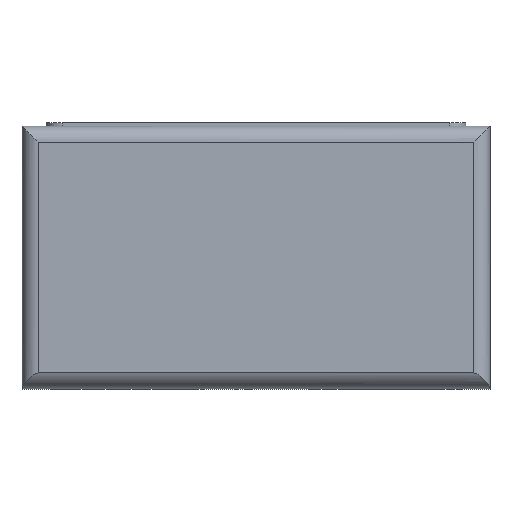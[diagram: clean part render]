
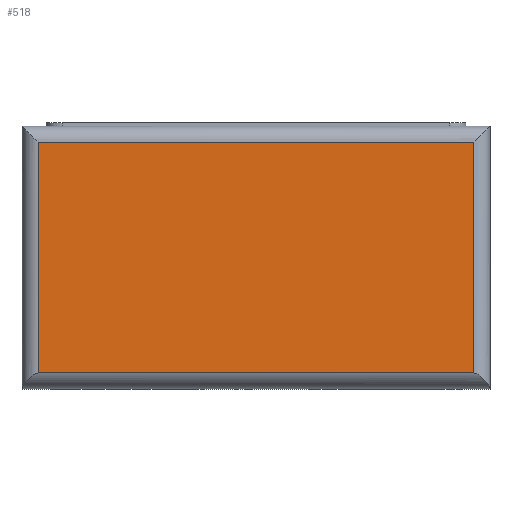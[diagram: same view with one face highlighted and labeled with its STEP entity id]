
A CAD part, left-side view. The second image highlights one B-rep face of the part: STEP entity #518.
In plain terms, the highlighted planar face has unit normal (-1, 0, 0).
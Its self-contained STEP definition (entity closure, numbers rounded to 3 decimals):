
#518=ADVANCED_FACE('',(#1156),#1157,.T.);
#1156=FACE_OUTER_BOUND('',#1914,.T.);
#1157=PLANE('',#1915);
#1914=EDGE_LOOP('',(#3466,#3467,#3468,#3469));
#1915=AXIS2_PLACEMENT_3D('',#3470,#3471,#3472);
#3466=ORIENTED_EDGE('',*,*,#5114,.T.);
#3467=ORIENTED_EDGE('',*,*,#5120,.F.);
#3468=ORIENTED_EDGE('',*,*,#5121,.F.);
#3469=ORIENTED_EDGE('',*,*,#5116,.T.);
#3470=CARTESIAN_POINT('',(-16.5,0.0,0.65));
#3471=DIRECTION('',(-1.0,0.0,0.0));
#3472=DIRECTION('',(0.0,0.0,1.0));
#5114=EDGE_CURVE('',#6320,#6324,#6326,.T.);
#5116=EDGE_CURVE('',#6328,#6320,#6329,.T.);
#5120=EDGE_CURVE('',#6333,#6324,#6334,.T.);
#5121=EDGE_CURVE('',#6328,#6333,#6335,.T.);
#6320=VERTEX_POINT('',#8061);
#6324=VERTEX_POINT('',#8066);
#6326=LINE('',#8083,#8084);
#6328=VERTEX_POINT('',#8086);
#6329=LINE('',#8087,#8088);
#6333=VERTEX_POINT('',#8093);
#6334=LINE('',#8094,#8095);
#6335=LINE('',#8096,#8097);
#8061=CARTESIAN_POINT('',(-16.5,28.0,7.8));
#8066=CARTESIAN_POINT('',(-16.5,28.0,-6.5));
#8083=CARTESIAN_POINT('',(-16.5,28.0,0.65));
#8084=VECTOR('',#9467,1.0);
#8086=CARTESIAN_POINT('',(-16.5,1.0,7.8));
#8087=CARTESIAN_POINT('',(-16.5,0.0,7.8));
#8088=VECTOR('',#9468,1.0);
#8093=CARTESIAN_POINT('',(-16.5,1.0,-6.5));
#8094=CARTESIAN_POINT('',(-16.5,0.0,-6.5));
#8095=VECTOR('',#9473,1.0);
#8096=CARTESIAN_POINT('',(-16.5,1.0,0.65));
#8097=VECTOR('',#9474,1.0);
#9467=DIRECTION('',(-0.0,0.0,-1.0));
#9468=DIRECTION('',(0.0,1.0,0.0));
#9473=DIRECTION('',(0.0,1.0,0.0));
#9474=DIRECTION('',(0.0,0.0,-1.0));
